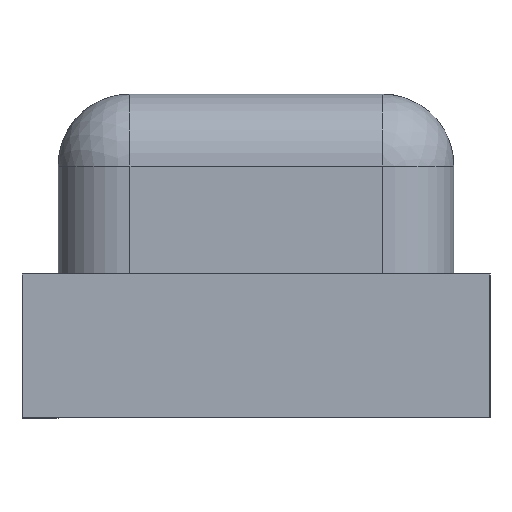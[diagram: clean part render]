
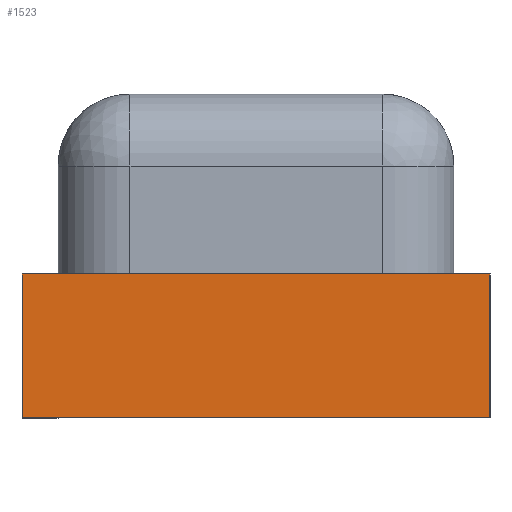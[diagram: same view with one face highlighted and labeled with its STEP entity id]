
A CAD part, left-side view. The second image highlights one B-rep face of the part: STEP entity #1523.
In plain terms, the highlighted planar face has unit normal (-1, 0, 0).
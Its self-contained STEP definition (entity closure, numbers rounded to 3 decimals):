
#111=FACE_OUTER_BOUND('',#203,.T.);
#203=EDGE_LOOP('',(#1117,#1118,#1119,#1120));
#303=LINE('',#2253,#487);
#340=LINE('',#2337,#524);
#349=LINE('',#2352,#533);
#350=LINE('',#2353,#534);
#487=VECTOR('',#1806,10.);
#524=VECTOR('',#1877,10.);
#533=VECTOR('',#1894,10.);
#534=VECTOR('',#1895,10.);
#663=VERTEX_POINT('',#2250);
#664=VERTEX_POINT('',#2252);
#693=VERTEX_POINT('',#2334);
#694=VERTEX_POINT('',#2336);
#815=EDGE_CURVE('',#664,#663,#303,.T.);
#856=EDGE_CURVE('',#693,#694,#340,.T.);
#865=EDGE_CURVE('',#664,#693,#349,.T.);
#866=EDGE_CURVE('',#694,#663,#350,.T.);
#1117=ORIENTED_EDGE('',*,*,#865,.F.);
#1118=ORIENTED_EDGE('',*,*,#815,.T.);
#1119=ORIENTED_EDGE('',*,*,#866,.F.);
#1120=ORIENTED_EDGE('',*,*,#856,.F.);
#1447=PLANE('',#1644);
#1523=ADVANCED_FACE('',(#111),#1447,.T.);
#1644=AXIS2_PLACEMENT_3D('',#2351,#1892,#1893);
#1806=DIRECTION('',(0.,0.,1.));
#1877=DIRECTION('',(0.,0.,1.));
#1892=DIRECTION('center_axis',(-1.,0.,0.));
#1893=DIRECTION('ref_axis',(0.,-1.,0.));
#1894=DIRECTION('',(0.,1.,0.));
#1895=DIRECTION('',(0.,-1.,0.));
#2250=CARTESIAN_POINT('',(-1.6,-0.65,0.4));
#2252=CARTESIAN_POINT('',(-1.6,-0.65,0.));
#2253=CARTESIAN_POINT('',(-1.6,-0.65,0.));
#2334=CARTESIAN_POINT('',(-1.6,0.65,0.));
#2336=CARTESIAN_POINT('',(-1.6,0.65,0.4));
#2337=CARTESIAN_POINT('',(-1.6,0.65,0.));
#2351=CARTESIAN_POINT('Origin',(-1.6,0.65,0.));
#2352=CARTESIAN_POINT('',(-1.6,-0.65,0.));
#2353=CARTESIAN_POINT('',(-1.6,-0.65,0.4));
